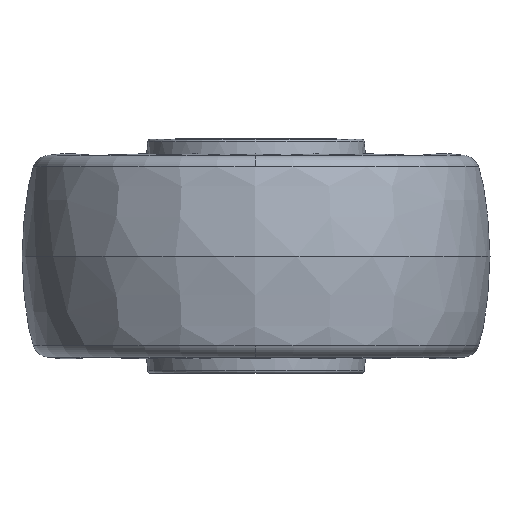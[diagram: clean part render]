
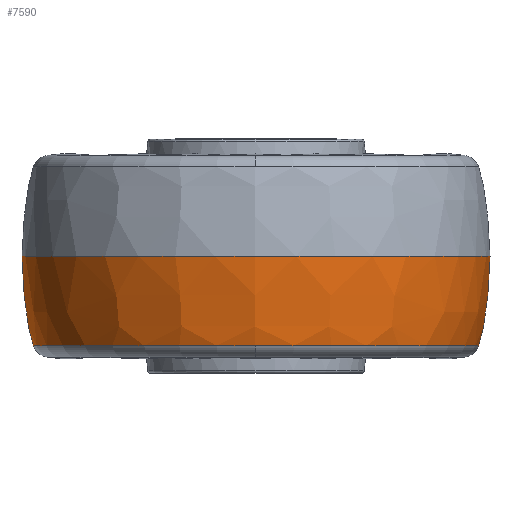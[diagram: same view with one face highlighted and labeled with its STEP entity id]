
A CAD part, left-side view. The second image highlights one B-rep face of the part: STEP entity #7590.
In plain terms, the highlighted free-form (B-spline) face has degree [3, 3] with [4, 4] control points.
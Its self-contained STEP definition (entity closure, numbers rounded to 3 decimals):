
#14 = CARTESIAN_POINT ( 'NONE',  ( -87.315, -5.57, -12.426 ) ) ;
#30 = CARTESIAN_POINT ( 'NONE',  ( -9.153, -5.023, -6.975 ) ) ;
#179 = CIRCLE ( 'NONE', #2744, 38.057 ) ;
#412 = ORIENTED_EDGE ( 'NONE', *, *, #6915, .T. ) ;
#865 = CARTESIAN_POINT ( 'NONE',  ( -89.384, -84.645, 0. ) ) ;
#912 = CARTESIAN_POINT ( 'NONE',  ( -9.152, -4.877, 0. ) ) ;
#931 = CARTESIAN_POINT ( 'NONE',  ( -85.272, -6.599, -15.292 ) ) ;
#939 = VERTEX_POINT ( 'NONE', #3955 ) ;
#1514 = EDGE_LOOP ( 'NONE', ( #1524, #7013, #412, #7436, #7752 ) ) ;
#1524 = ORIENTED_EDGE ( 'NONE', *, *, #4293, .F. ) ;
#1587 = CARTESIAN_POINT ( 'NONE',  ( -9.378, -82.934, -15.292 ) ) ;
#1692 = CARTESIAN_POINT ( 'NONE',  ( -9.152, -4.877, 0. ) ) ;
#2158 = VERTEX_POINT ( 'NONE', #9738 ) ;
#2372 = AXIS2_PLACEMENT_3D ( 'NONE', #4523, #2696, #10567 ) ;
#2620 = CARTESIAN_POINT ( 'NONE',  ( -9.153, -5.023, -6.975 ) ) ;
#2696 = DIRECTION ( 'NONE',  ( 0., 0., -1. ) ) ;
#2744 = AXIS2_PLACEMENT_3D ( 'NONE', #5877, #5843, #10983 ) ;
#2758 = VERTEX_POINT ( 'NONE', #8700 ) ;
#3045 = VERTEX_POINT ( 'NONE', #9275 ) ;
#3101 = CARTESIAN_POINT ( 'NONE',  ( -9.268, -44.877, -15.292 ) ) ;
#3394 = CARTESIAN_POINT ( 'NONE',  ( -87.542, -83.73, -12.426 ) ) ;
#3412 = CARTESIAN_POINT ( 'NONE',  ( -47.325, -44.766, -15.292 ) ) ;
#3443 = CARTESIAN_POINT ( 'NONE',  ( -9.381, -83.957, -12.426 ) ) ;
#3955 = CARTESIAN_POINT ( 'NONE',  ( -9.158, -6.82, -15.292 ) ) ;
#4293 = EDGE_CURVE ( 'NONE', #2158, #5626, #4666, .T. ) ;
#4483 = EDGE_CURVE ( 'NONE', #939, #3045, #5717, .T. ) ;
#4523 = CARTESIAN_POINT ( 'NONE',  ( -9.268, -44.877, 0. ) ) ;
#4666 = CIRCLE ( 'NONE', #7017, 38.057 ) ;
#5067 = CARTESIAN_POINT ( 'NONE',  ( -9.378, -82.934, -15.292 ) ) ;
#5113 = DIRECTION ( 'NONE',  ( 0., 0., -1. ) ) ;
#5167 = CARTESIAN_POINT ( 'NONE',  ( -9.384, -84.73, -6.975 ) ) ;
#5200 = CARTESIAN_POINT ( 'NONE',  ( -89.152, -4.645, 0. ) ) ;
#5626 = VERTEX_POINT ( 'NONE', #3412 ) ;
#5717 =( BOUNDED_CURVE ( )  B_SPLINE_CURVE ( 3, ( #6187, #7064, #30, #912 ),
 .UNSPECIFIED., .F., .F. ) 
 B_SPLINE_CURVE_WITH_KNOTS ( ( 4, 4 ),
 ( 0., 1. ),
 .UNSPECIFIED. ) 
 CURVE ( )  GEOMETRIC_REPRESENTATION_ITEM ( )  RATIONAL_B_SPLINE_CURVE ( ( 0.984, 0.808, 0.719, 0.72 ) ) 
 REPRESENTATION_ITEM ( '' )  );
#5804 =( BOUNDED_SURFACE ( )  B_SPLINE_SURFACE ( 3, 3, ( 
 ( #1587, #8453, #931, #8683 ),
 ( #6058, #3394, #14, #5986 ),
 ( #5167, #9500, #9471, #2620 ),
 ( #7772, #865, #5200, #1692 ) ),
 .UNSPECIFIED., .F., .F., .F. ) 
 B_SPLINE_SURFACE_WITH_KNOTS ( ( 4, 4 ),
 ( 4, 4 ),
 ( 0., 1. ),
 ( 0., 1. ),
 .UNSPECIFIED. ) 
 GEOMETRIC_REPRESENTATION_ITEM ( )  RATIONAL_B_SPLINE_SURFACE ( (
 ( 0.984, 0.328, 0.328, 0.984),
 ( 0.808, 0.269, 0.269, 0.808),
 ( 0.719, 0.24, 0.24, 0.719),
 ( 0.72, 0.24, 0.24, 0.72) ) ) 
 REPRESENTATION_ITEM ( '' )  SURFACE ( )  );
#5843 = DIRECTION ( 'NONE',  ( 0., 0., -1. ) ) ;
#5877 = CARTESIAN_POINT ( 'NONE',  ( -9.268, -44.877, -15.292 ) ) ;
#5931 = CARTESIAN_POINT ( 'NONE',  ( -9.384, -84.877, 0. ) ) ;
#5986 = CARTESIAN_POINT ( 'NONE',  ( -9.155, -5.797, -12.426 ) ) ;
#6058 = CARTESIAN_POINT ( 'NONE',  ( -9.381, -83.957, -12.426 ) ) ;
#6187 = CARTESIAN_POINT ( 'NONE',  ( -9.158, -6.82, -15.292 ) ) ;
#6915 = EDGE_CURVE ( 'NONE', #2758, #3045, #8153, .T. ) ;
#6986 =( BOUNDED_CURVE ( )  B_SPLINE_CURVE ( 3, ( #5067, #3443, #7719, #5931 ),
 .UNSPECIFIED., .F., .F. ) 
 B_SPLINE_CURVE_WITH_KNOTS ( ( 4, 4 ),
 ( 0., 1. ),
 .UNSPECIFIED. ) 
 CURVE ( )  GEOMETRIC_REPRESENTATION_ITEM ( )  RATIONAL_B_SPLINE_CURVE ( ( 0.984, 0.808, 0.719, 0.72 ) ) 
 REPRESENTATION_ITEM ( '' )  );
#7013 = ORIENTED_EDGE ( 'NONE', *, *, #7160, .T. ) ;
#7017 = AXIS2_PLACEMENT_3D ( 'NONE', #3101, #5113, #7680 ) ;
#7064 = CARTESIAN_POINT ( 'NONE',  ( -9.155, -5.797, -12.426 ) ) ;
#7160 = EDGE_CURVE ( 'NONE', #2158, #2758, #6986, .T. ) ;
#7436 = ORIENTED_EDGE ( 'NONE', *, *, #4483, .F. ) ;
#7453 = FACE_OUTER_BOUND ( 'NONE', #1514, .T. ) ;
#7521 = EDGE_CURVE ( 'NONE', #5626, #939, #179, .T. ) ;
#7590 = ADVANCED_FACE ( 'NONE', ( #7453 ), #5804, .T. ) ;
#7680 = DIRECTION ( 'NONE',  ( -1., 0.003, 0. ) ) ;
#7719 = CARTESIAN_POINT ( 'NONE',  ( -9.384, -84.73, -6.975 ) ) ;
#7752 = ORIENTED_EDGE ( 'NONE', *, *, #7521, .F. ) ;
#7772 = CARTESIAN_POINT ( 'NONE',  ( -9.384, -84.877, 0. ) ) ;
#8153 = CIRCLE ( 'NONE', #2372, 40. ) ;
#8453 = CARTESIAN_POINT ( 'NONE',  ( -85.493, -82.713, -15.292 ) ) ;
#8683 = CARTESIAN_POINT ( 'NONE',  ( -9.158, -6.82, -15.292 ) ) ;
#8700 = CARTESIAN_POINT ( 'NONE',  ( -9.384, -84.877, 0. ) ) ;
#9275 = CARTESIAN_POINT ( 'NONE',  ( -9.152, -4.877, 0. ) ) ;
#9471 = CARTESIAN_POINT ( 'NONE',  ( -88.86, -4.792, -6.975 ) ) ;
#9500 = CARTESIAN_POINT ( 'NONE',  ( -89.091, -84.499, -6.975 ) ) ;
#9738 = CARTESIAN_POINT ( 'NONE',  ( -9.378, -82.934, -15.292 ) ) ;
#10567 = DIRECTION ( 'NONE',  ( -1., 0.003, 0. ) ) ;
#10983 = DIRECTION ( 'NONE',  ( -1., 0.003, 0. ) ) ;
